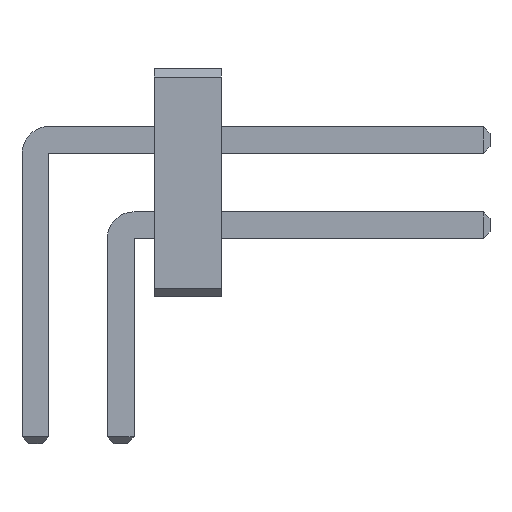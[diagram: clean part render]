
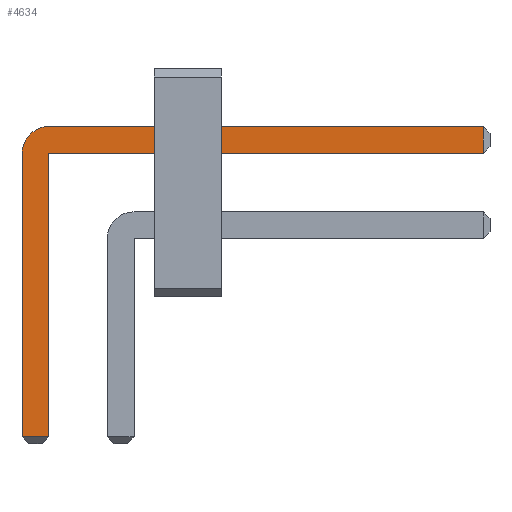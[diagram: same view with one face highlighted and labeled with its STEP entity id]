
A CAD part, front view. The second image highlights one B-rep face of the part: STEP entity #4634.
In plain terms, the highlighted planar face has unit normal (0, -1, 0).
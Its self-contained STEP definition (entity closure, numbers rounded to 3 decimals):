
#13=DIRECTION('',(0.,0.,1.));
#2095=VECTOR('',#13,1.);
#4436=VECTOR('',#4437,1.);
#4437=DIRECTION('',(1.,0.,0.));
#4443=VECTOR('',#4444,1.);
#4444=DIRECTION('',(0.,0.,-1.));
#4451=VECTOR('',#4452,1.);
#4452=DIRECTION('',(-1.,0.,0.));
#4473=DIRECTION('',(-0.,1.,0.));
#4477=DIRECTION('',(0.,1.,0.));
#4478=DIRECTION('',(0.,0.,1.));
#4485=VERTEX_POINT('',#4486);
#4486=CARTESIAN_POINT('',(0.2,-44.65,2.535));
#4488=ORIENTED_EDGE('',*,*,#4489,.T.);
#4489=EDGE_CURVE('',#4485,#4490,#4492,.T.);
#4490=VERTEX_POINT('',#4491);
#4491=CARTESIAN_POINT('',(6.67,-44.65,2.535));
#4492=LINE('',#4493,#4436);
#4493=CARTESIAN_POINT('',(-0.2,-44.65,2.535));
#4530=EDGE_CURVE('',#4531,#4485,#4533,.T.);
#4531=VERTEX_POINT('',#4532);
#4532=CARTESIAN_POINT('',(-0.2,-44.65,2.135));
#4533=CIRCLE('',#4534,0.4);
#4534=AXIS2_PLACEMENT_3D('',#4535,#4473,#4444);
#4535=CARTESIAN_POINT('',(0.2,-44.65,2.135));
#4547=VERTEX_POINT('',#4548);
#4548=CARTESIAN_POINT('',(6.67,-44.65,2.135));
#4550=ORIENTED_EDGE('',*,*,#4551,.T.);
#4551=EDGE_CURVE('',#4547,#4552,#4553,.T.);
#4552=VERTEX_POINT('',#4535);
#4553=LINE('',#4554,#4451);
#4554=CARTESIAN_POINT('',(6.77,-44.65,2.135));
#4566=VERTEX_POINT('',#4567);
#4567=CARTESIAN_POINT('',(-0.2,-44.65,-2.085));
#4569=ORIENTED_EDGE('',*,*,#4570,.T.);
#4570=EDGE_CURVE('',#4566,#4531,#4571,.T.);
#4571=LINE('',#4572,#2095);
#4572=CARTESIAN_POINT('',(-0.2,-44.65,-2.185));
#4580=ORIENTED_EDGE('',*,*,#4581,.T.);
#4581=EDGE_CURVE('',#4552,#4582,#4584,.T.);
#4582=VERTEX_POINT('',#4583);
#4583=CARTESIAN_POINT('',(0.2,-44.65,-2.085));
#4584=LINE('',#4535,#4443);
#4634=ADVANCED_FACE('',(#4635),#4644,.F.);
#4635=FACE_BOUND('',#4636,.F.);
#4636=EDGE_LOOP('',(#4488,#4637,#4550,#4580,#4640,#4569,#4643));
#4637=ORIENTED_EDGE('',*,*,#4638,.T.);
#4638=EDGE_CURVE('',#4490,#4547,#4639,.T.);
#4639=LINE('',#4491,#4443);
#4640=ORIENTED_EDGE('',*,*,#4641,.T.);
#4641=EDGE_CURVE('',#4582,#4566,#4642,.T.);
#4642=LINE('',#4583,#4451);
#4643=ORIENTED_EDGE('',*,*,#4530,.T.);
#4644=PLANE('',#4645);
#4645=AXIS2_PLACEMENT_3D('',#4646,#4477,#4478);
#4646=CARTESIAN_POINT('',(2.071,-44.65,1.389));
